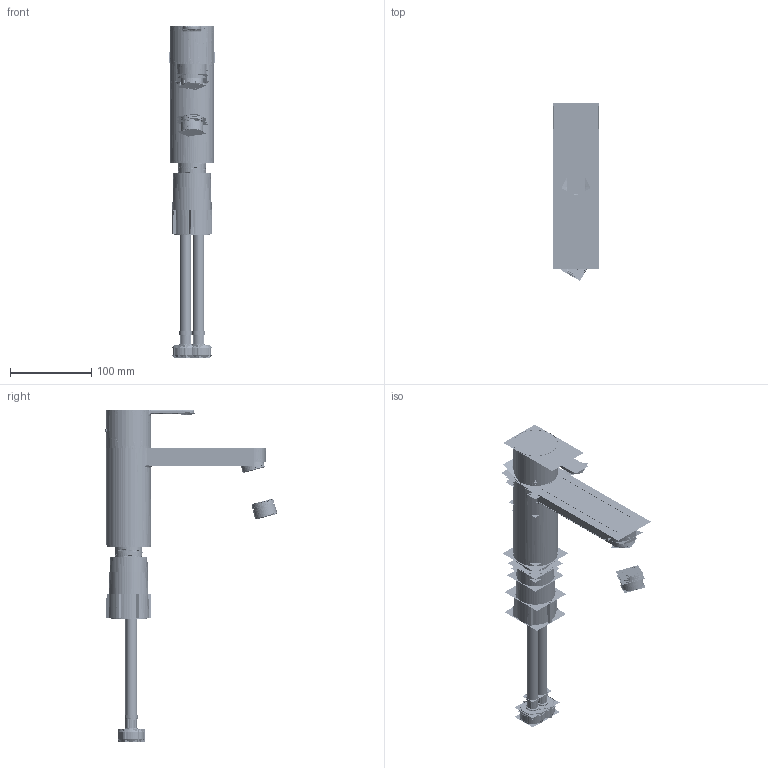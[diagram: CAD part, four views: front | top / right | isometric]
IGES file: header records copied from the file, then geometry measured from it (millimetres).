
Start section:  PTC IGES file: 8033134.igs
Global section: file name: 8033134.igs; native system: Pro/ENGINEER by Parametric Technology Corporation; preprocessor: 2008230; author: Administrator; organization: Unknown; date: 20140607.140756; units: millimetre
Bounding box: 57.2 x 218.89 x 409.4 mm (x, y, z)
Volume: 696366.2 mm3; surface area: 1545076.6 mm2
Topology: 16 solids, 28 shells, 2766 faces, 14570 edges, 18455 vertices
Faces by surface type: revolution 1486, bspline 1280
